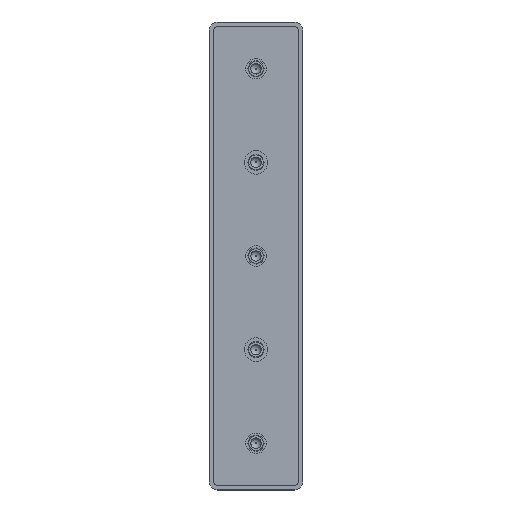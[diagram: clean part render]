
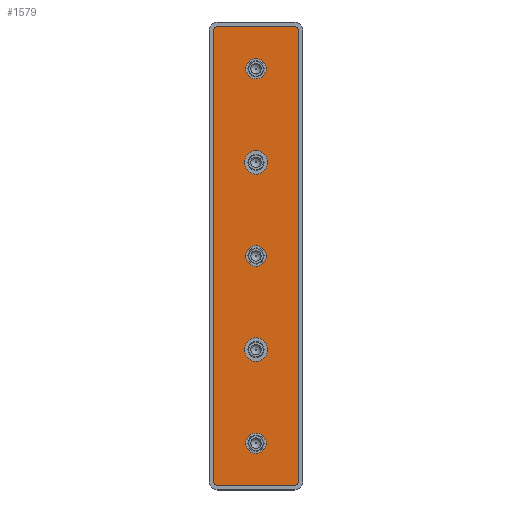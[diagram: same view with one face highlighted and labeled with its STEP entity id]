
A CAD part, top view. The second image highlights one B-rep face of the part: STEP entity #1579.
In plain terms, the highlighted planar face has unit normal (0, 0, 1).
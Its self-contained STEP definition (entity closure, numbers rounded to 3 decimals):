
#189=CARTESIAN_POINT('',(0.0,4.35,-2.));
#190=VERTEX_POINT('',#189);
#191=CARTESIAN_POINT('',(0.0,0.0,-2.0));
#192=DIRECTION('',(0.0,0.0,-1.0));
#193=DIRECTION('',(0.0,1.0,0.0));
#194=AXIS2_PLACEMENT_3D('',#191,#192,#193);
#195=CIRCLE('',#194,4.35);
#196=EDGE_CURVE('',#190,#190,#195,.T.);
#434=CARTESIAN_POINT('',(0.0,-35.0,-2.));
#435=VERTEX_POINT('',#434);
#436=CARTESIAN_POINT('',(0.0,-40.0,-2.0));
#437=DIRECTION('',(0.0,0.0,-1.0));
#438=DIRECTION('',(0.0,1.0,0.0));
#439=AXIS2_PLACEMENT_3D('',#436,#437,#438);
#440=CIRCLE('',#439,5.0);
#441=EDGE_CURVE('',#435,#435,#440,.T.);
#679=CARTESIAN_POINT('',(0.0,-75.65,-2.));
#680=VERTEX_POINT('',#679);
#681=CARTESIAN_POINT('',(0.0,-80.0,-2.0));
#682=DIRECTION('',(0.0,0.0,-1.0));
#683=DIRECTION('',(0.0,1.0,0.0));
#684=AXIS2_PLACEMENT_3D('',#681,#682,#683);
#685=CIRCLE('',#684,4.35);
#686=EDGE_CURVE('',#680,#680,#685,.T.);
#924=CARTESIAN_POINT('',(0.0,35.0,-2.));
#925=VERTEX_POINT('',#924);
#926=CARTESIAN_POINT('',(0.0,40.0,-2.0));
#927=DIRECTION('',(0.0,0.0,-1.0));
#928=DIRECTION('',(0.0,-1.0,0.0));
#929=AXIS2_PLACEMENT_3D('',#926,#927,#928);
#930=CIRCLE('',#929,5.0);
#931=EDGE_CURVE('',#925,#925,#930,.T.);
#1169=CARTESIAN_POINT('',(0.0,75.65,-2.));
#1170=VERTEX_POINT('',#1169);
#1171=CARTESIAN_POINT('',(0.0,80.0,-2.0));
#1172=DIRECTION('',(0.0,0.0,-1.0));
#1173=DIRECTION('',(0.0,-1.0,0.0));
#1174=AXIS2_PLACEMENT_3D('',#1171,#1172,#1173);
#1175=CIRCLE('',#1174,4.35);
#1176=EDGE_CURVE('',#1170,#1170,#1175,.T.);
#1298=CARTESIAN_POINT('',(-18.,96.5,-2.0));
#1299=VERTEX_POINT('',#1298);
#1300=CARTESIAN_POINT('',(-18.,-96.5,-2.0));
#1301=VERTEX_POINT('',#1300);
#1302=CARTESIAN_POINT('',(-18.,96.5,-2.0));
#1303=DIRECTION('',(0.0,-1.0,0.0));
#1304=VECTOR('',#1303,193.);
#1305=LINE('',#1302,#1304);
#1306=EDGE_CURVE('',#1299,#1301,#1305,.T.);
#1338=CARTESIAN_POINT('',(-16.5,-98.,-2.0));
#1339=VERTEX_POINT('',#1338);
#1340=CARTESIAN_POINT('',(-16.5,-96.5,-2.0));
#1341=DIRECTION('',(0.0,0.0,1.0));
#1342=DIRECTION('',(1.0,0.0,0.0));
#1343=AXIS2_PLACEMENT_3D('',#1340,#1341,#1342);
#1344=CIRCLE('',#1343,1.5);
#1345=EDGE_CURVE('',#1301,#1339,#1344,.T.);
#1371=CARTESIAN_POINT('',(16.5,-98.0,-2.0));
#1372=VERTEX_POINT('',#1371);
#1373=CARTESIAN_POINT('',(-16.5,-98.,-2.0));
#1374=DIRECTION('',(1.0,0.0,0.0));
#1375=VECTOR('',#1374,33.);
#1376=LINE('',#1373,#1375);
#1377=EDGE_CURVE('',#1339,#1372,#1376,.T.);
#1402=CARTESIAN_POINT('',(18.,-96.5,-2.0));
#1403=VERTEX_POINT('',#1402);
#1404=CARTESIAN_POINT('',(16.5,-96.5,-2.0));
#1405=DIRECTION('',(0.0,0.0,1.0));
#1406=DIRECTION('',(0.0,1.0,0.0));
#1407=AXIS2_PLACEMENT_3D('',#1404,#1405,#1406);
#1408=CIRCLE('',#1407,1.5);
#1409=EDGE_CURVE('',#1372,#1403,#1408,.T.);
#1435=CARTESIAN_POINT('',(18.,96.5,-2.0));
#1436=VERTEX_POINT('',#1435);
#1437=CARTESIAN_POINT('',(18.,-96.5,-2.0));
#1438=DIRECTION('',(0.0,1.0,0.0));
#1439=VECTOR('',#1438,193.);
#1440=LINE('',#1437,#1439);
#1441=EDGE_CURVE('',#1403,#1436,#1440,.T.);
#1466=CARTESIAN_POINT('',(16.5,98.,-2.0));
#1467=VERTEX_POINT('',#1466);
#1468=CARTESIAN_POINT('',(16.5,96.5,-2.0));
#1469=DIRECTION('',(0.0,0.0,1.0));
#1470=DIRECTION('',(-1.0,0.0,0.0));
#1471=AXIS2_PLACEMENT_3D('',#1468,#1469,#1470);
#1472=CIRCLE('',#1471,1.5);
#1473=EDGE_CURVE('',#1436,#1467,#1472,.T.);
#1499=CARTESIAN_POINT('',(-16.5,98.0,-2.0));
#1500=VERTEX_POINT('',#1499);
#1501=CARTESIAN_POINT('',(16.5,98.,-2.0));
#1502=DIRECTION('',(-1.0,0.0,0.0));
#1503=VECTOR('',#1502,33.);
#1504=LINE('',#1501,#1503);
#1505=EDGE_CURVE('',#1467,#1500,#1504,.T.);
#1530=CARTESIAN_POINT('',(-16.5,96.5,-2.0));
#1531=DIRECTION('',(0.0,0.0,1.0));
#1532=DIRECTION('',(0.0,-1.0,0.0));
#1533=AXIS2_PLACEMENT_3D('',#1530,#1531,#1532);
#1534=CIRCLE('',#1533,1.5);
#1535=EDGE_CURVE('',#1500,#1299,#1534,.T.);
#1549=CARTESIAN_POINT('',(0.0,0.,-2.0));
#1550=DIRECTION('',(0.0,0.0,1.0));
#1551=DIRECTION('',(1.0,0.0,0.0));
#1552=AXIS2_PLACEMENT_3D('',#1549,#1550,#1551);
#1553=PLANE('',#1552);
#1554=ORIENTED_EDGE('',*,*,#1306,.T.);
#1555=ORIENTED_EDGE('',*,*,#1345,.T.);
#1556=ORIENTED_EDGE('',*,*,#1377,.T.);
#1557=ORIENTED_EDGE('',*,*,#1409,.T.);
#1558=ORIENTED_EDGE('',*,*,#1441,.T.);
#1559=ORIENTED_EDGE('',*,*,#1473,.T.);
#1560=ORIENTED_EDGE('',*,*,#1505,.T.);
#1561=ORIENTED_EDGE('',*,*,#1535,.T.);
#1562=EDGE_LOOP('',(#1554,#1555,#1556,#1557,#1558,#1559,#1560,#1561));
#1563=FACE_OUTER_BOUND('',#1562,.T.);
#1564=ORIENTED_EDGE('',*,*,#196,.T.);
#1565=EDGE_LOOP('',(#1564));
#1566=FACE_BOUND('',#1565,.T.);
#1567=ORIENTED_EDGE('',*,*,#441,.T.);
#1568=EDGE_LOOP('',(#1567));
#1569=FACE_BOUND('',#1568,.T.);
#1570=ORIENTED_EDGE('',*,*,#686,.T.);
#1571=EDGE_LOOP('',(#1570));
#1572=FACE_BOUND('',#1571,.T.);
#1573=ORIENTED_EDGE('',*,*,#931,.T.);
#1574=EDGE_LOOP('',(#1573));
#1575=FACE_BOUND('',#1574,.T.);
#1576=ORIENTED_EDGE('',*,*,#1176,.T.);
#1577=EDGE_LOOP('',(#1576));
#1578=FACE_BOUND('',#1577,.T.);
#1579=ADVANCED_FACE('',(#1563,#1566,#1569,#1572,#1575,#1578),#1553,.T.);
